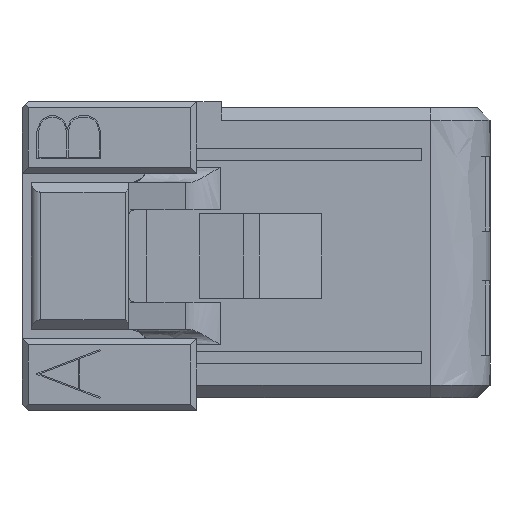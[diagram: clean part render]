
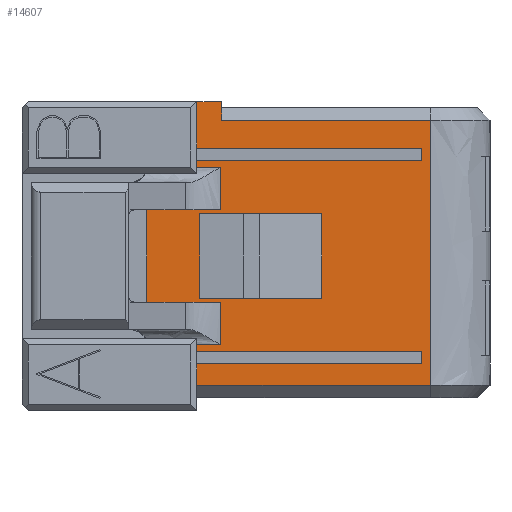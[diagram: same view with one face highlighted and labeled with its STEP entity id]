
A CAD part, left-side view. The second image highlights one B-rep face of the part: STEP entity #14607.
In plain terms, the highlighted planar face has unit normal (-1, 0, 0).
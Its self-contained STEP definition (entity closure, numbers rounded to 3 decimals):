
#13481=CARTESIAN_POINT('',(-38.5,-2.358,-9.1));
#13482=VERTEX_POINT('',#13481);
#13489=CARTESIAN_POINT('',(-38.5,-2.358,-8.4));
#13490=VERTEX_POINT('',#13489);
#13491=CARTESIAN_POINT('',(-38.5,-2.358,-9.1));
#13492=DIRECTION('',(0.,0.,1.));
#13493=VECTOR('',#13492,0.7);
#13494=LINE('',#13491,#13493);
#13495=EDGE_CURVE('',#13482,#13490,#13494,.T.);
#14387=CARTESIAN_POINT('',(-38.5,-9.858,-9.1));
#14388=VERTEX_POINT('',#14387);
#14389=CARTESIAN_POINT('',(-38.5,-9.858,-9.1));
#14390=DIRECTION('',(0.,1.,0.));
#14391=VECTOR('',#14390,7.5);
#14392=LINE('',#14389,#14391);
#14393=EDGE_CURVE('',#14388,#13482,#14392,.T.);
#14406=CARTESIAN_POINT('',(-38.5,-1.776,-3.882));
#14407=DIRECTION('',(0.,-1.,0.));
#14408=DIRECTION('',(-1.,0.,0.));
#14409=AXIS2_PLACEMENT_3D('',#14406,#14408,#14407);
#14410=PLANE('',#14409);
#14411=CARTESIAN_POINT('',(-38.5,-9.558,-8.));
#14412=VERTEX_POINT('',#14411);
#14413=CARTESIAN_POINT('',(-38.5,-9.558,-8.4));
#14414=VERTEX_POINT('',#14413);
#14415=CARTESIAN_POINT('',(-38.5,-9.558,-8.));
#14416=DIRECTION('',(0.,0.,-1.));
#14417=VECTOR('',#14416,0.4);
#14418=LINE('',#14415,#14417);
#14419=EDGE_CURVE('',#14412,#14414,#14418,.T.);
#14420=ORIENTED_EDGE('',*,*,#14419,.T.);
#14421=CARTESIAN_POINT('',(-38.5,-9.558,-8.4));
#14422=DIRECTION('',(0.,1.,0.));
#14423=VECTOR('',#14422,7.2);
#14424=LINE('',#14421,#14423);
#14425=EDGE_CURVE('',#14414,#13490,#14424,.T.);
#14426=ORIENTED_EDGE('',*,*,#14425,.T.);
#14427=ORIENTED_EDGE('',*,*,#13495,.F.);
#14428=ORIENTED_EDGE('',*,*,#14393,.F.);
#14429=CARTESIAN_POINT('',(-38.5,-9.858,-0.6));
#14430=VERTEX_POINT('',#14429);
#14431=CARTESIAN_POINT('',(-38.5,-9.858,-9.1));
#14432=DIRECTION('',(0.,0.,1.));
#14433=VECTOR('',#14432,8.5);
#14434=LINE('',#14431,#14433);
#14435=EDGE_CURVE('',#14388,#14430,#14434,.T.);
#14436=ORIENTED_EDGE('',*,*,#14435,.T.);
#14437=CARTESIAN_POINT('',(-38.5,-3.158,-0.6));
#14438=VERTEX_POINT('',#14437);
#14439=CARTESIAN_POINT('',(-38.5,-9.858,-0.6));
#14440=DIRECTION('',(0.,1.,0.));
#14441=VECTOR('',#14440,6.7);
#14442=LINE('',#14439,#14441);
#14443=EDGE_CURVE('',#14430,#14438,#14442,.T.);
#14444=ORIENTED_EDGE('',*,*,#14443,.T.);
#14445=CARTESIAN_POINT('',(-38.5,-3.158,0.));
#14446=VERTEX_POINT('',#14445);
#14447=CARTESIAN_POINT('',(-38.5,-3.158,-0.6));
#14448=DIRECTION('',(0.,0.,1.));
#14449=VECTOR('',#14448,0.6);
#14450=LINE('',#14447,#14449);
#14451=EDGE_CURVE('',#14438,#14446,#14450,.T.);
#14452=ORIENTED_EDGE('',*,*,#14451,.T.);
#14453=CARTESIAN_POINT('',(-38.5,-2.358,0.));
#14454=VERTEX_POINT('',#14453);
#14455=CARTESIAN_POINT('',(-38.5,-3.158,0.));
#14456=DIRECTION('',(0.,1.,0.));
#14457=VECTOR('',#14456,0.8);
#14458=LINE('',#14455,#14457);
#14459=EDGE_CURVE('',#14446,#14454,#14458,.T.);
#14460=ORIENTED_EDGE('',*,*,#14459,.T.);
#14461=CARTESIAN_POINT('',(-38.5,-2.358,-1.5));
#14462=VERTEX_POINT('',#14461);
#14463=CARTESIAN_POINT('',(-38.5,-2.358,0.));
#14464=DIRECTION('',(0.,0.,-1.));
#14465=VECTOR('',#14464,1.5);
#14466=LINE('',#14463,#14465);
#14467=EDGE_CURVE('',#14454,#14462,#14466,.T.);
#14468=ORIENTED_EDGE('',*,*,#14467,.T.);
#14469=CARTESIAN_POINT('',(-38.5,-9.558,-1.5));
#14470=VERTEX_POINT('',#14469);
#14471=CARTESIAN_POINT('',(-38.5,-2.358,-1.5));
#14472=DIRECTION('',(0.,-1.,0.));
#14473=VECTOR('',#14472,7.2);
#14474=LINE('',#14471,#14473);
#14475=EDGE_CURVE('',#14462,#14470,#14474,.T.);
#14476=ORIENTED_EDGE('',*,*,#14475,.T.);
#14477=CARTESIAN_POINT('',(-38.5,-9.558,-1.9));
#14478=VERTEX_POINT('',#14477);
#14479=CARTESIAN_POINT('',(-38.5,-9.558,-1.5));
#14480=DIRECTION('',(0.,0.,-1.));
#14481=VECTOR('',#14480,0.4);
#14482=LINE('',#14479,#14481);
#14483=EDGE_CURVE('',#14470,#14478,#14482,.T.);
#14484=ORIENTED_EDGE('',*,*,#14483,.T.);
#14485=CARTESIAN_POINT('',(-38.5,-0.758,-1.9));
#14486=VERTEX_POINT('',#14485);
#14487=CARTESIAN_POINT('',(-38.5,-9.558,-1.9));
#14488=DIRECTION('',(0.,1.,0.));
#14489=VECTOR('',#14488,8.8);
#14490=LINE('',#14487,#14489);
#14491=EDGE_CURVE('',#14478,#14486,#14490,.T.);
#14492=ORIENTED_EDGE('',*,*,#14491,.T.);
#14493=CARTESIAN_POINT('',(-38.5,-0.758,-2.1));
#14494=VERTEX_POINT('',#14493);
#14495=CARTESIAN_POINT('',(-38.5,-0.758,-1.9));
#14496=DIRECTION('',(0.,0.,-1.));
#14497=VECTOR('',#14496,0.2);
#14498=LINE('',#14495,#14497);
#14499=EDGE_CURVE('',#14486,#14494,#14498,.T.);
#14500=ORIENTED_EDGE('',*,*,#14499,.T.);
#14501=CARTESIAN_POINT('',(-38.5,-3.112,-2.1));
#14502=VERTEX_POINT('',#14501);
#14503=CARTESIAN_POINT('',(-38.5,-0.758,-2.1));
#14504=DIRECTION('',(0.,-1.,0.));
#14505=VECTOR('',#14504,2.354);
#14506=LINE('',#14503,#14505);
#14507=EDGE_CURVE('',#14494,#14502,#14506,.T.);
#14508=ORIENTED_EDGE('',*,*,#14507,.T.);
#14509=CARTESIAN_POINT('',(-38.5,-3.112,-3.475));
#14510=VERTEX_POINT('',#14509);
#14511=CARTESIAN_POINT('',(-38.5,-3.112,-2.1));
#14512=DIRECTION('',(0.,0.,-1.));
#14513=VECTOR('',#14512,1.375);
#14514=LINE('',#14511,#14513);
#14515=EDGE_CURVE('',#14502,#14510,#14514,.T.);
#14516=ORIENTED_EDGE('',*,*,#14515,.T.);
#14517=CARTESIAN_POINT('',(-38.5,-0.758,-3.475));
#14518=VERTEX_POINT('',#14517);
#14519=CARTESIAN_POINT('',(-38.5,-3.112,-3.475));
#14520=DIRECTION('',(0.,1.,0.));
#14521=VECTOR('',#14520,2.354);
#14522=LINE('',#14519,#14521);
#14523=EDGE_CURVE('',#14510,#14518,#14522,.T.);
#14524=ORIENTED_EDGE('',*,*,#14523,.T.);
#14525=CARTESIAN_POINT('',(-38.5,-0.758,-6.425));
#14526=VERTEX_POINT('',#14525);
#14527=CARTESIAN_POINT('',(-38.5,-0.758,-3.475));
#14528=DIRECTION('',(0.,0.,-1.));
#14529=VECTOR('',#14528,2.95);
#14530=LINE('',#14527,#14529);
#14531=EDGE_CURVE('',#14518,#14526,#14530,.T.);
#14532=ORIENTED_EDGE('',*,*,#14531,.T.);
#14533=CARTESIAN_POINT('',(-38.5,-3.112,-6.425));
#14534=VERTEX_POINT('',#14533);
#14535=CARTESIAN_POINT('',(-38.5,-0.758,-6.425));
#14536=DIRECTION('',(0.,-1.,0.));
#14537=VECTOR('',#14536,2.354);
#14538=LINE('',#14535,#14537);
#14539=EDGE_CURVE('',#14526,#14534,#14538,.T.);
#14540=ORIENTED_EDGE('',*,*,#14539,.T.);
#14541=CARTESIAN_POINT('',(-38.5,-3.112,-7.8));
#14542=VERTEX_POINT('',#14541);
#14543=CARTESIAN_POINT('',(-38.5,-3.112,-6.425));
#14544=DIRECTION('',(0.,0.,-1.));
#14545=VECTOR('',#14544,1.375);
#14546=LINE('',#14543,#14545);
#14547=EDGE_CURVE('',#14534,#14542,#14546,.T.);
#14548=ORIENTED_EDGE('',*,*,#14547,.T.);
#14549=CARTESIAN_POINT('',(-38.5,-0.758,-7.8));
#14550=VERTEX_POINT('',#14549);
#14551=CARTESIAN_POINT('',(-38.5,-3.112,-7.8));
#14552=DIRECTION('',(0.,1.,0.));
#14553=VECTOR('',#14552,2.354);
#14554=LINE('',#14551,#14553);
#14555=EDGE_CURVE('',#14542,#14550,#14554,.T.);
#14556=ORIENTED_EDGE('',*,*,#14555,.T.);
#14557=CARTESIAN_POINT('',(-38.5,-0.758,-8.));
#14558=VERTEX_POINT('',#14557);
#14559=CARTESIAN_POINT('',(-38.5,-0.758,-7.8));
#14560=DIRECTION('',(0.,0.,-1.));
#14561=VECTOR('',#14560,0.2);
#14562=LINE('',#14559,#14561);
#14563=EDGE_CURVE('',#14550,#14558,#14562,.T.);
#14564=ORIENTED_EDGE('',*,*,#14563,.T.);
#14565=CARTESIAN_POINT('',(-38.5,-0.758,-8.));
#14566=DIRECTION('',(0.,-1.,0.));
#14567=VECTOR('',#14566,8.8);
#14568=LINE('',#14565,#14567);
#14569=EDGE_CURVE('',#14558,#14412,#14568,.T.);
#14570=ORIENTED_EDGE('',*,*,#14569,.T.);
#14571=EDGE_LOOP('',(#14420,#14426,#14427,#14428,#14436,#14444,#14452,#14460,#14468,#14476,#14484,#14492,#14500,#14508,#14516,#14524,#14532,#14540,#14548,#14556,#14564,#14570));
#14572=FACE_OUTER_BOUND('',#14571,.T.);
#14573=CARTESIAN_POINT('',(-38.5,-2.458,-6.3));
#14574=VERTEX_POINT('',#14573);
#14575=CARTESIAN_POINT('',(-38.5,-2.458,-3.6));
#14576=VERTEX_POINT('',#14575);
#14577=CARTESIAN_POINT('',(-38.5,-2.458,-6.3));
#14578=DIRECTION('',(0.,0.,1.));
#14579=VECTOR('',#14578,2.7);
#14580=LINE('',#14577,#14579);
#14581=EDGE_CURVE('',#14574,#14576,#14580,.T.);
#14582=ORIENTED_EDGE('',*,*,#14581,.T.);
#14583=CARTESIAN_POINT('',(-38.5,-6.358,-3.6));
#14584=VERTEX_POINT('',#14583);
#14585=CARTESIAN_POINT('',(-38.5,-2.458,-3.6));
#14586=DIRECTION('',(0.,-1.,0.));
#14587=VECTOR('',#14586,3.9);
#14588=LINE('',#14585,#14587);
#14589=EDGE_CURVE('',#14576,#14584,#14588,.T.);
#14590=ORIENTED_EDGE('',*,*,#14589,.T.);
#14591=CARTESIAN_POINT('',(-38.5,-6.358,-6.3));
#14592=VERTEX_POINT('',#14591);
#14593=CARTESIAN_POINT('',(-38.5,-6.358,-3.6));
#14594=DIRECTION('',(0.,0.,-1.));
#14595=VECTOR('',#14594,2.7);
#14596=LINE('',#14593,#14595);
#14597=EDGE_CURVE('',#14584,#14592,#14596,.T.);
#14598=ORIENTED_EDGE('',*,*,#14597,.T.);
#14599=CARTESIAN_POINT('',(-38.5,-6.358,-6.3));
#14600=DIRECTION('',(0.,1.,0.));
#14601=VECTOR('',#14600,3.9);
#14602=LINE('',#14599,#14601);
#14603=EDGE_CURVE('',#14592,#14574,#14602,.T.);
#14604=ORIENTED_EDGE('',*,*,#14603,.T.);
#14605=EDGE_LOOP('',(#14582,#14590,#14598,#14604));
#14606=FACE_BOUND('',#14605,.T.);
#14607=ADVANCED_FACE('',(#14572,#14606),#14410,.T.);
